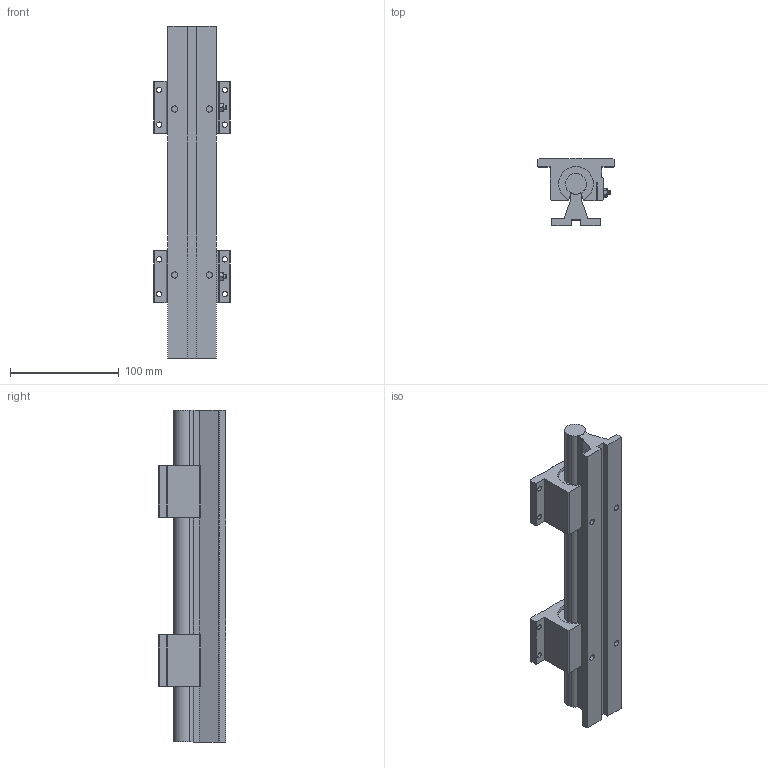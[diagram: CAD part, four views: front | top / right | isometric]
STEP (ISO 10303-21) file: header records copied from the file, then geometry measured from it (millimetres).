
FILE_DESCRIPTION (( 'STEP AP203' ), '1' );
FILE_NAME ('LARSB1-12L12C.step', '2022-08-29T21:37:43', ( '' ), ( '' ), 'SwSTEP 2.0', 'SolidWorks 2021', '' );
FILE_SCHEMA (( 'CONFIG_CONTROL_DESIGN' ));
Length unit declared in the file: inch
Products named in the file (3): LARSACC-005; LARSB1-12L12C-RAIL; LARSB1-12L12C
Assembly tree (3 placements, depth 2):
  LARSB1-12L12C
    LARSB1-12L12C-RAIL
    LARSACC-005  x2
Bounding box: 69.85 x 61.9 x 304.8 mm (x, y, z)
Volume: 408312.9 mm3; surface area: 102285 mm2
Topology: 4 solids, 4 shells, 211 faces, 585 edges, 388 vertices
Faces by surface type: plane 125, cylinder 66, cone 20
Entity records: 4417 total; most frequent: CARTESIAN_POINT 759, DIRECTION 698, ORIENTED_EDGE 696, EDGE_CURVE 348, AXIS2_PLACEMENT_3D 234, VERTEX_POINT 231, LINE 230, VECTOR 230
